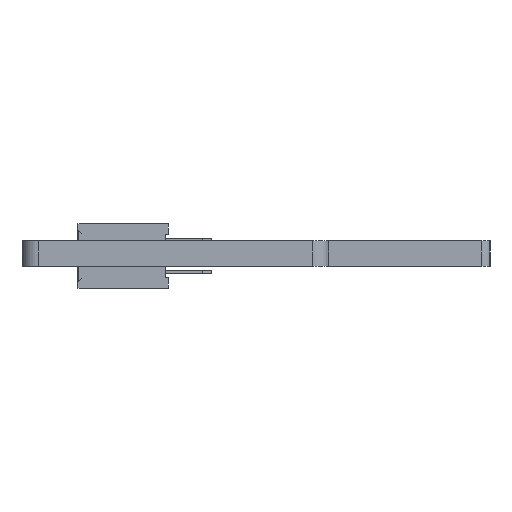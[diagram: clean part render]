
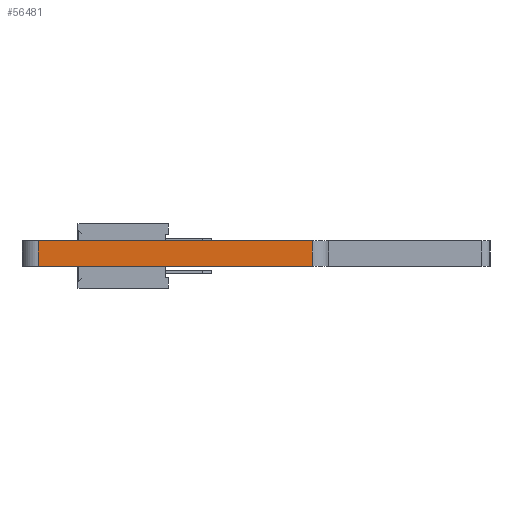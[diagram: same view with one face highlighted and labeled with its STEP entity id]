
A CAD part, left-side view. The second image highlights one B-rep face of the part: STEP entity #56481.
In plain terms, the highlighted planar face has unit normal (-1, 0, 0).
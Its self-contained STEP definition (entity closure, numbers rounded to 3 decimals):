
#51621 = PLANE('',#51622);
#51622 = AXIS2_PLACEMENT_3D('',#51623,#51624,#51625);
#51623 = CARTESIAN_POINT('',(0.,-4.57,1.6));
#51624 = DIRECTION('',(0.,0.,1.));
#51625 = DIRECTION('',(1.,0.,-0.));
#51675 = PLANE('',#51676);
#51676 = AXIS2_PLACEMENT_3D('',#51677,#51678,#51679);
#51677 = CARTESIAN_POINT('',(0.,-4.57,0.));
#51678 = DIRECTION('',(0.,0.,1.));
#51679 = DIRECTION('',(1.,0.,-0.));
#52686 = VERTEX_POINT('',#52687);
#52687 = CARTESIAN_POINT('',(-83.,6.57,0.));
#52702 = CYLINDRICAL_SURFACE('',#52703,1.);
#52703 = AXIS2_PLACEMENT_3D('',#52704,#52705,#52706);
#52704 = CARTESIAN_POINT('',(-82.,6.57,0.));
#52705 = DIRECTION('',(-0.,-0.,-1.));
#52706 = DIRECTION('',(1.,0.,-0.));
#52714 = EDGE_CURVE('',#52686,#52715,#52717,.T.);
#52715 = VERTEX_POINT('',#52716);
#52716 = CARTESIAN_POINT('',(-83.,-10.43,0.));
#52717 = SURFACE_CURVE('',#52718,(#52722,#52729),.PCURVE_S1.);
#52718 = LINE('',#52719,#52720);
#52719 = CARTESIAN_POINT('',(-83.,6.57,0.));
#52720 = VECTOR('',#52721,1.);
#52721 = DIRECTION('',(0.,-1.,0.));
#52722 = PCURVE('',#51675,#52723);
#52723 = DEFINITIONAL_REPRESENTATION('',(#52724),#52728);
#52724 = LINE('',#52725,#52726);
#52725 = CARTESIAN_POINT('',(-83.,11.14));
#52726 = VECTOR('',#52727,1.);
#52727 = DIRECTION('',(0.,-1.));
#52728 = ( GEOMETRIC_REPRESENTATION_CONTEXT(2) 
PARAMETRIC_REPRESENTATION_CONTEXT() REPRESENTATION_CONTEXT('2D SPACE',''
  ) );
#52729 = PCURVE('',#52730,#52735);
#52730 = PLANE('',#52731);
#52731 = AXIS2_PLACEMENT_3D('',#52732,#52733,#52734);
#52732 = CARTESIAN_POINT('',(-83.,6.57,0.));
#52733 = DIRECTION('',(1.,0.,-0.));
#52734 = DIRECTION('',(0.,-1.,0.));
#52735 = DEFINITIONAL_REPRESENTATION('',(#52736),#52740);
#52736 = LINE('',#52737,#52738);
#52737 = CARTESIAN_POINT('',(0.,0.));
#52738 = VECTOR('',#52739,1.);
#52739 = DIRECTION('',(1.,0.));
#52740 = ( GEOMETRIC_REPRESENTATION_CONTEXT(2) 
PARAMETRIC_REPRESENTATION_CONTEXT() REPRESENTATION_CONTEXT('2D SPACE',''
  ) );
#52759 = CYLINDRICAL_SURFACE('',#52760,1.);
#52760 = AXIS2_PLACEMENT_3D('',#52761,#52762,#52763);
#52761 = CARTESIAN_POINT('',(-82.,-10.43,0.));
#52762 = DIRECTION('',(-0.,-0.,-1.));
#52763 = DIRECTION('',(1.,0.,-0.));
#54805 = VERTEX_POINT('',#54806);
#54806 = CARTESIAN_POINT('',(-83.,6.57,1.6));
#54828 = EDGE_CURVE('',#54805,#54829,#54831,.T.);
#54829 = VERTEX_POINT('',#54830);
#54830 = CARTESIAN_POINT('',(-83.,-10.43,1.6));
#54831 = SURFACE_CURVE('',#54832,(#54836,#54843),.PCURVE_S1.);
#54832 = LINE('',#54833,#54834);
#54833 = CARTESIAN_POINT('',(-83.,6.57,1.6));
#54834 = VECTOR('',#54835,1.);
#54835 = DIRECTION('',(0.,-1.,0.));
#54836 = PCURVE('',#51621,#54837);
#54837 = DEFINITIONAL_REPRESENTATION('',(#54838),#54842);
#54838 = LINE('',#54839,#54840);
#54839 = CARTESIAN_POINT('',(-83.,11.14));
#54840 = VECTOR('',#54841,1.);
#54841 = DIRECTION('',(0.,-1.));
#54842 = ( GEOMETRIC_REPRESENTATION_CONTEXT(2) 
PARAMETRIC_REPRESENTATION_CONTEXT() REPRESENTATION_CONTEXT('2D SPACE',''
  ) );
#54843 = PCURVE('',#52730,#54844);
#54844 = DEFINITIONAL_REPRESENTATION('',(#54845),#54849);
#54845 = LINE('',#54846,#54847);
#54846 = CARTESIAN_POINT('',(0.,-1.6));
#54847 = VECTOR('',#54848,1.);
#54848 = DIRECTION('',(1.,0.));
#54849 = ( GEOMETRIC_REPRESENTATION_CONTEXT(2) 
PARAMETRIC_REPRESENTATION_CONTEXT() REPRESENTATION_CONTEXT('2D SPACE',''
  ) );
#56431 = EDGE_CURVE('',#52715,#54829,#56432,.T.);
#56432 = SURFACE_CURVE('',#56433,(#56437,#56444),.PCURVE_S1.);
#56433 = LINE('',#56434,#56435);
#56434 = CARTESIAN_POINT('',(-83.,-10.43,0.));
#56435 = VECTOR('',#56436,1.);
#56436 = DIRECTION('',(0.,0.,1.));
#56437 = PCURVE('',#52759,#56438);
#56438 = DEFINITIONAL_REPRESENTATION('',(#56439),#56443);
#56439 = LINE('',#56440,#56441);
#56440 = CARTESIAN_POINT('',(-3.142,0.));
#56441 = VECTOR('',#56442,1.);
#56442 = DIRECTION('',(-0.,-1.));
#56443 = ( GEOMETRIC_REPRESENTATION_CONTEXT(2) 
PARAMETRIC_REPRESENTATION_CONTEXT() REPRESENTATION_CONTEXT('2D SPACE',''
  ) );
#56444 = PCURVE('',#52730,#56445);
#56445 = DEFINITIONAL_REPRESENTATION('',(#56446),#56450);
#56446 = LINE('',#56447,#56448);
#56447 = CARTESIAN_POINT('',(17.,0.));
#56448 = VECTOR('',#56449,1.);
#56449 = DIRECTION('',(0.,-1.));
#56450 = ( GEOMETRIC_REPRESENTATION_CONTEXT(2) 
PARAMETRIC_REPRESENTATION_CONTEXT() REPRESENTATION_CONTEXT('2D SPACE',''
  ) );
#56481 = ADVANCED_FACE('',(#56482),#52730,.F.);
#56482 = FACE_BOUND('',#56483,.F.);
#56483 = EDGE_LOOP('',(#56484,#56505,#56506,#56507));
#56484 = ORIENTED_EDGE('',*,*,#56485,.T.);
#56485 = EDGE_CURVE('',#52686,#54805,#56486,.T.);
#56486 = SURFACE_CURVE('',#56487,(#56491,#56498),.PCURVE_S1.);
#56487 = LINE('',#56488,#56489);
#56488 = CARTESIAN_POINT('',(-83.,6.57,0.));
#56489 = VECTOR('',#56490,1.);
#56490 = DIRECTION('',(0.,0.,1.));
#56491 = PCURVE('',#52730,#56492);
#56492 = DEFINITIONAL_REPRESENTATION('',(#56493),#56497);
#56493 = LINE('',#56494,#56495);
#56494 = CARTESIAN_POINT('',(0.,0.));
#56495 = VECTOR('',#56496,1.);
#56496 = DIRECTION('',(0.,-1.));
#56497 = ( GEOMETRIC_REPRESENTATION_CONTEXT(2) 
PARAMETRIC_REPRESENTATION_CONTEXT() REPRESENTATION_CONTEXT('2D SPACE',''
  ) );
#56498 = PCURVE('',#52702,#56499);
#56499 = DEFINITIONAL_REPRESENTATION('',(#56500),#56504);
#56500 = LINE('',#56501,#56502);
#56501 = CARTESIAN_POINT('',(-3.142,0.));
#56502 = VECTOR('',#56503,1.);
#56503 = DIRECTION('',(-0.,-1.));
#56504 = ( GEOMETRIC_REPRESENTATION_CONTEXT(2) 
PARAMETRIC_REPRESENTATION_CONTEXT() REPRESENTATION_CONTEXT('2D SPACE',''
  ) );
#56505 = ORIENTED_EDGE('',*,*,#54828,.T.);
#56506 = ORIENTED_EDGE('',*,*,#56431,.F.);
#56507 = ORIENTED_EDGE('',*,*,#52714,.F.);
